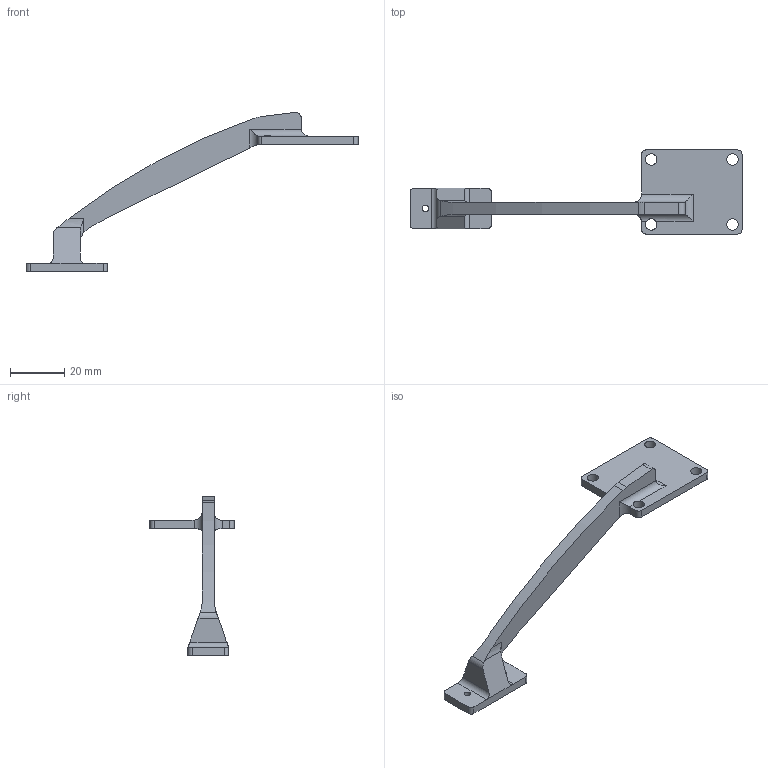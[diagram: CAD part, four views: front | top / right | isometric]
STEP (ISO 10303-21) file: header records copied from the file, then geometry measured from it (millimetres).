
FILE_DESCRIPTION(/* description */ (''),/* implementation_level */ '2;1');
FILE_NAME(/* name */ '1-右侧外部机械47mm-未来8000树脂.stp',/* time_stamp */ '2020-12-09T14:30:41+08:00',/* author */ ('Wang Hua'),/* organization */ (''),/* preprocessor_version */ 'ST-DEVELOPER v17',/* originating_system */ 'Autodesk Inventor 2019',/* authorisation */ '');
FILE_SCHEMA (('AUTOMOTIVE_DESIGN { 1 0 10303 214 3 1 1 }'));
Length unit declared in the file: millimetre
Products named in the file (1): 左侧外部机械
Bounding box: 122.5 x 31 x 58.73 mm (x, y, z)
Volume: 10038 mm3; surface area: 6750.6 mm2
Topology: 1 solids, 1 shells, 55 faces, 164 edges, 110 vertices
Faces by surface type: cylinder 32, plane 23
Full cylindrical faces by diameter (mm): 2.4 x2, 4.2 x4
Entity records: 1996 total; most frequent: CARTESIAN_POINT 412, ORIENTED_EDGE 328, DIRECTION 326, EDGE_CURVE 164, AXIS2_PLACEMENT_3D 119, VERTEX_POINT 110, LINE 88, VECTOR 88
